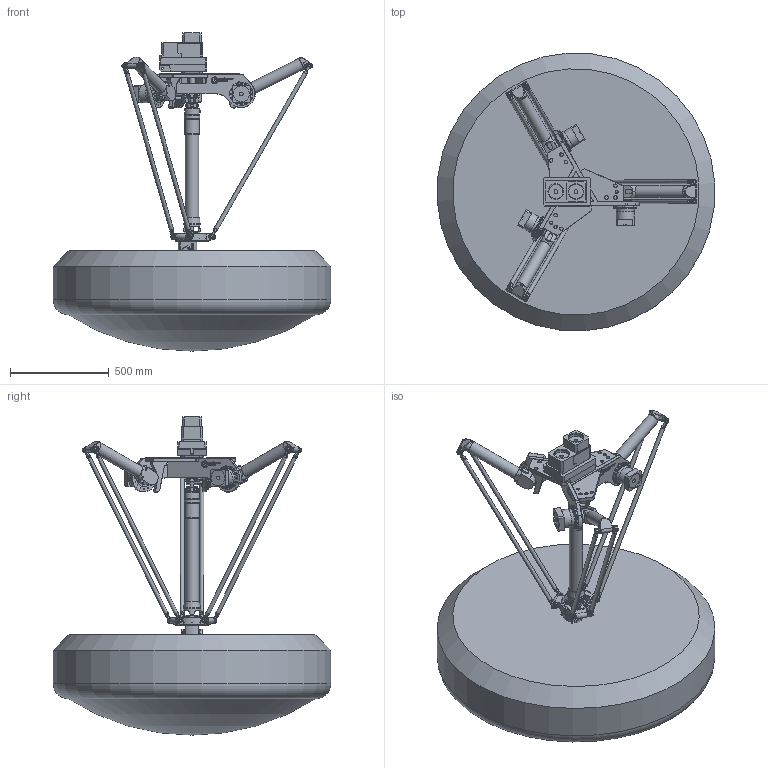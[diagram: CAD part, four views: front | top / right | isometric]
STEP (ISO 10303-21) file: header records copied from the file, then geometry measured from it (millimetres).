
FILE_DESCRIPTION(/* description */ (''),/* implementation_level */ '2;1');
FILE_NAME(/* name */ '3D-model_A_00801-01.stp',/* time_stamp */ '2026-04-21T10:09:44+02:00',/* author */ ('lukas.huser'),/* organization */ ('Majatronic'),/* preprocessor_version */ 'ST-DEVELOPER v19.2',/* originating_system */ 'Autodesk Inventor 2023',/* authorisation */ '');
FILE_SCHEMA (('AUTOMOTIVE_DESIGN { 1 0 10303 214 3 1 1 }'));
Products named in the file (16): MT_BGR00020599MT_BGR; MT_WST00065026MT_WST; MT_BGR00018537MT_BGR; MT_WST00057437MT_WST; MT_WST00057396MT_WST; MT_WST00065019MT_WST; MT_WST00031698MT_WST; MT_WST00054992MT_WST; MT_WST00045206MT_WST; MT_WST00058088MT_WST; MT_WST00106842; MT_WST00057403MT_WST; MT_WST00057401MT_WST; MT_WST00065017MT_WST; MT_WST00065018MT_WST; MT_WST00065726MT_WST
Assembly tree (30 placements, depth 3):
  MT_BGR00020599MT_BGR
    MT_WST00065026MT_WST
    MT_BGR00018537MT_BGR
      MT_WST00057437MT_WST
      MT_WST00057396MT_WST  x3
    MT_WST00065019MT_WST
    MT_WST00031698MT_WST  x3
    MT_WST00054992MT_WST  x6
    MT_WST00045206MT_WST  x6
    MT_WST00058088MT_WST
    MT_WST00106842  x2
    MT_WST00057403MT_WST
    MT_WST00057401MT_WST
    MT_WST00065017MT_WST
    MT_WST00065018MT_WST
    MT_WST00065726MT_WST
Bounding box: 1407.08 x 1407.08 x 1614 mm (x, y, z)
Volume: 629042586 mm3; surface area: 6564577.5 mm2
Topology: 29 solids, 44 shells, 4000 faces, 9167 edges, 5739 vertices
Faces by surface type: plane 2157, cylinder 1152, cone 385, bspline 155, torus 134, sphere 17
Full cylindrical faces by diameter (mm): 2 x1, 3 x2, 3.459 x12, 4 x3, 4.917 x15, 5 x50, 6 x63, 6.647 x3, 7 x10, 8 x38, 8.5 x98, 10 x50, 11 x1, 12 x22, 15 x4, 16 x28, 17.5 x9, 18 x32, 19 x5, 20 x30, 27 x2, 28 x1, 31.5 x3, 35 x3, 40 x2, 45 x1, 50 x1, 60 x4, 63 x6, 67 x4
Entity records: 86011 total; most frequent: CARTESIAN_POINT 25071, DIRECTION 12419, ORIENTED_EDGE 12058, EDGE_CURVE 6029, AXIS2_PLACEMENT_3D 4438, VERTEX_POINT 3800, LINE 3543, VECTOR 3543
